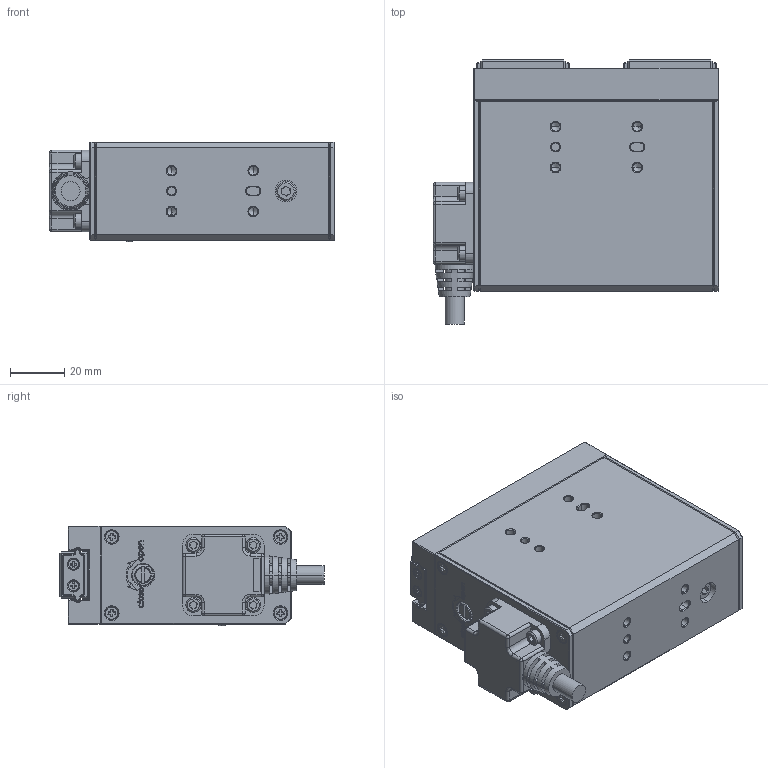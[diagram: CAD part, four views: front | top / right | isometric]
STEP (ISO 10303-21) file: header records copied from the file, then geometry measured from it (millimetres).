
FILE_DESCRIPTION (( 'STEP AP214' ), '1' );
FILE_NAME ('RM-GB-11-20-2-1-S0028-ITG 珨极宒侜督標蛈 1.2.STEP', '2024-01-26T02:17:58', ( 'User' ), ( 'China' ), 'SwSTEP 2.0', 'SolidWorks 2019', '' );
FILE_SCHEMA (( 'AUTOMOTIVE_DESIGN' ));
Length unit declared in the file: millimetre
Products named in the file (20): 1; 2; 3; 4; 5; 6; 7; 8; 9; 10; 11; 12; 13; 15; 16; 21; 22; 17; 18; RM-GB-11-20-2-1-S0028-ITG 珨极宒侜督標蛈 1.2
Assembly tree (99 placements, depth 3):
  RM-GB-11-20-2-1-S0028-ITG 珨极宒侜督標蛈 1.2
    1
    2
    3  x2
    4
    5
    6
    7  x4
    8  x6
    9  x6
    10  x8
    11
    12
    13  x2
    15  x8
    16  x48
    17
      21
      22
      9  x4
    18
Bounding box: 105 x 97 x 36.68 mm (x, y, z)
Volume: 124697.4 mm3; surface area: 79604.2 mm2
Topology: 98 solids, 98 shells, 3029 faces, 7044 edges, 4055 vertices
Faces by surface type: plane 1547, cone 662, cylinder 607, bspline 213
Entity records: 70574 total; most frequent: CARTESIAN_POINT 18260, DIRECTION 7284, ORIENTED_EDGE 7124, EDGE_CURVE 3562, AXIS2_PLACEMENT_3D 2580, VERTEX_POINT 2149, VECTOR 2124, LINE 2124
